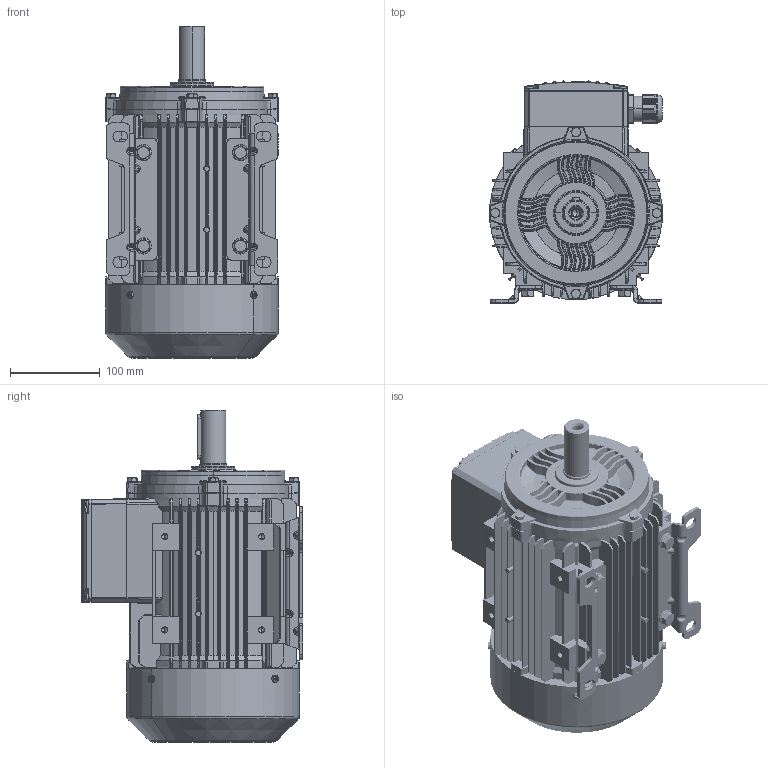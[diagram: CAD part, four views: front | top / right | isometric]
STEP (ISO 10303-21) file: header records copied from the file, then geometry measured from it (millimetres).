
FILE_DESCRIPTION (( 'STEP AP214' ), '1' );
FILE_NAME ('2EL100L2_PD_K1-A.STEP', '2019-07-16T04:23:59', ( '' ), ( '' ), 'SwSTEP 2.0', 'SolidWorks 2019', '' );
FILE_SCHEMA (( 'AUTOMOTIVE_DESIGN' ));
Length unit declared in the file: millimetre
Products named in the file (1): 2EL100L2_PD_K1-A
Bounding box: 192.63 x 247.16 x 369.8 mm (x, y, z)
Volume: 8327014.2 mm3; surface area: 519630.4 mm2
Topology: 1 solids, 57 shells, 4564 faces, 11650 edges, 7263 vertices
Faces by surface type: cylinder 1547, plane 1398, bspline 786, cone 623, torus 200, sphere 10
Entity records: 162797 total; most frequent: CARTESIAN_POINT 59857, ORIENTED_EDGE 23036, DIRECTION 19949, EDGE_CURVE 11518, AXIS2_PLACEMENT_3D 7711, VERTEX_POINT 7263, EDGE_LOOP 4885, FACE_OUTER_BOUND 4564
